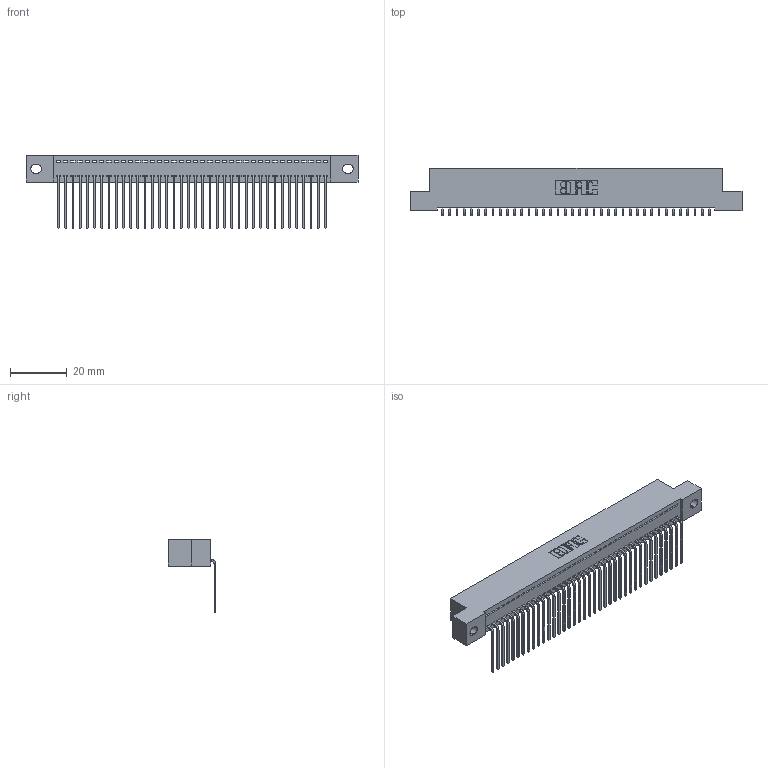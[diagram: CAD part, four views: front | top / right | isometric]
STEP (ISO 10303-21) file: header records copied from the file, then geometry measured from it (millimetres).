
FILE_DESCRIPTION (( 'STEP AP203' ), '1' );
FILE_NAME ('342-038-559-102.STEP', '2018-08-11T22:52:19', ( '' ), ( '' ), 'SwSTEP 2.0', 'SolidWorks 2016', '' );
FILE_SCHEMA (( 'CONFIG_CONTROL_DESIGN' ));
Length unit declared in the file: inch
Products named in the file (3): 342 Part_.128 Slot; 345-292-001_558 559 Tail - 1; 342-038-559-102
Assembly tree (39 placements, depth 2):
  342-038-559-102
    342 Part_.128 Slot
    345-292-001_558 559 Tail - 1  x38
Bounding box: 116.84 x 16.83 x 25.78 mm (x, y, z)
Volume: 10304.3 mm3; surface area: 15535.3 mm2
Topology: 39 solids, 39 shells, 2394 faces, 7227 edges, 4766 vertices
Faces by surface type: plane 1742, cylinder 652
Entity records: 23835 total; most frequent: CARTESIAN_POINT 4120, ORIENTED_EDGE 4094, DIRECTION 3483, EDGE_CURVE 2047, LINE 1919, VECTOR 1919, VERTEX_POINT 1362, AXIS2_PLACEMENT_3D 782
